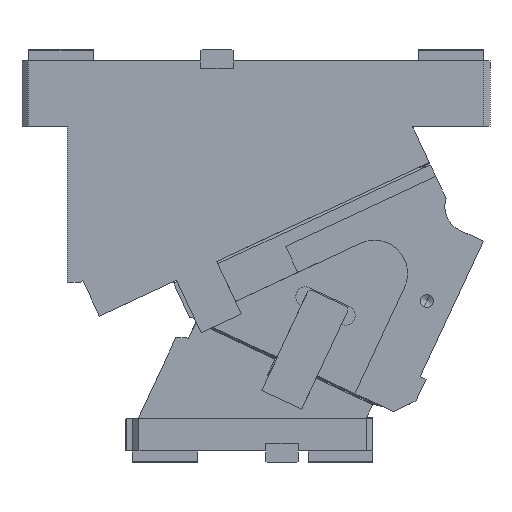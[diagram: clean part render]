
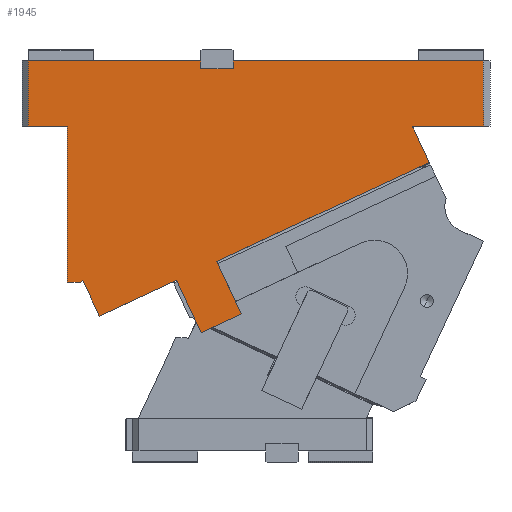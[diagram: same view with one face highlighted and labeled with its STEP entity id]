
A CAD part, front view. The second image highlights one B-rep face of the part: STEP entity #1945.
In plain terms, the highlighted planar face has unit normal (0, -1, 0).
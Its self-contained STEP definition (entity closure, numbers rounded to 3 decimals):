
#421=CARTESIAN_POINT('Vertex',(162.5,-100.,0.)) ;
#424=CARTESIAN_POINT('Line Origine',(258.75,-100.,0.)) ;
#428=CARTESIAN_POINT('Vertex',(355.,-100.,0.)) ;
#627=CARTESIAN_POINT('Vertex',(355.,-100.,-50.)) ;
#630=CARTESIAN_POINT('Line Origine',(327.5,-100.,-50.)) ;
#634=CARTESIAN_POINT('Vertex',(300.,-100.,-50.)) ;
#714=CARTESIAN_POINT('Vertex',(300.,-100.,-51.06)) ;
#731=CARTESIAN_POINT('Line Origine',(300.,-100.,-50.53)) ;
#842=CARTESIAN_POINT('Vertex',(313.343,-100.,-77.939)) ;
#845=CARTESIAN_POINT('Line Origine',(231.549,-100.,-116.08)) ;
#849=CARTESIAN_POINT('Vertex',(149.755,-100.,-154.221)) ;
#870=CARTESIAN_POINT('Vertex',(118.94,-100.,-168.59)) ;
#873=CARTESIAN_POINT('Line Origine',(111.237,-100.,-172.183)) ;
#877=CARTESIAN_POINT('Vertex',(103.533,-100.,-175.775)) ;
#880=CARTESIAN_POINT('Line Origine',(81.555,-100.,-186.023)) ;
#884=CARTESIAN_POINT('Vertex',(59.577,-100.,-196.272)) ;
#1142=CARTESIAN_POINT('Line Origine',(53.238,-100.,-182.677)) ;
#1146=CARTESIAN_POINT('Vertex',(46.899,-100.,-169.083)) ;
#1355=CARTESIAN_POINT('Vertex',(35.,-100.,-170.)) ;
#1358=CARTESIAN_POINT('Line Origine',(35.,-100.,-110.)) ;
#1362=CARTESIAN_POINT('Vertex',(35.,-100.,-50.)) ;
#1392=CARTESIAN_POINT('Line Origine',(20.,-100.,-50.)) ;
#1396=CARTESIAN_POINT('Vertex',(5.,-100.,-50.)) ;
#1555=CARTESIAN_POINT('Vertex',(5.,-100.,0.)) ;
#1558=CARTESIAN_POINT('Line Origine',(71.25,-100.,0.)) ;
#1562=CARTESIAN_POINT('Vertex',(137.5,-100.,0.)) ;
#1837=CARTESIAN_POINT('Line Origine',(355.,-100.,-25.)) ;
#1849=CARTESIAN_POINT('Axis2P3D Location',(0.,-100.,0.)) ;
#1854=CARTESIAN_POINT('Line Origine',(137.5,-100.,-3.)) ;
#1858=CARTESIAN_POINT('Vertex',(137.5,-100.,-6.)) ;
#1861=CARTESIAN_POINT('Line Origine',(5.,-100.,-25.)) ;
#1866=CARTESIAN_POINT('Line Origine',(39.966,-100.,-170.)) ;
#1870=CARTESIAN_POINT('Vertex',(44.931,-100.,-170.)) ;
#1873=CARTESIAN_POINT('Line Origine',(45.915,-100.,-169.541)) ;
#1878=CARTESIAN_POINT('Line Origine',(128.344,-100.,-188.756)) ;
#1882=CARTESIAN_POINT('Vertex',(137.747,-100.,-208.921)) ;
#1885=CARTESIAN_POINT('Line Origine',(153.154,-100.,-201.737)) ;
#1889=CARTESIAN_POINT('Vertex',(168.561,-100.,-194.552)) ;
#1892=CARTESIAN_POINT('Line Origine',(159.158,-100.,-174.387)) ;
#1897=CARTESIAN_POINT('Line Origine',(307.004,-100.,-64.344)) ;
#1901=CARTESIAN_POINT('Vertex',(300.665,-100.,-50.75)) ;
#1904=CARTESIAN_POINT('Line Origine',(300.332,-100.,-50.905)) ;
#1909=CARTESIAN_POINT('Line Origine',(162.5,-100.,-3.)) ;
#1913=CARTESIAN_POINT('Vertex',(162.5,-100.,-6.)) ;
#1916=CARTESIAN_POINT('Line Origine',(150.,-100.,-6.)) ;
#425=DIRECTION('Vector Direction',(1.,0.,0.)) ;
#631=DIRECTION('Vector Direction',(-1.,0.,0.)) ;
#732=DIRECTION('Vector Direction',(0.,0.,1.)) ;
#846=DIRECTION('Vector Direction',(-0.906,0.,-0.423)) ;
#874=DIRECTION('Vector Direction',(-0.906,0.,-0.423)) ;
#881=DIRECTION('Vector Direction',(0.906,0.,0.423)) ;
#1143=DIRECTION('Vector Direction',(-0.423,0.,0.906)) ;
#1359=DIRECTION('Vector Direction',(0.,0.,-1.)) ;
#1393=DIRECTION('Vector Direction',(1.,0.,0.)) ;
#1559=DIRECTION('Vector Direction',(1.,0.,0.)) ;
#1838=DIRECTION('Vector Direction',(0.,0.,1.)) ;
#1850=DIRECTION('Axis2P3D Direction',(0.,1.,0.)) ;
#1851=DIRECTION('Axis2P3D XDirection',(0.,0.,1.)) ;
#1855=DIRECTION('Vector Direction',(0.,0.,1.)) ;
#1862=DIRECTION('Vector Direction',(0.,0.,-1.)) ;
#1867=DIRECTION('Vector Direction',(-1.,0.,0.)) ;
#1874=DIRECTION('Vector Direction',(-0.906,0.,-0.423)) ;
#1879=DIRECTION('Vector Direction',(-0.423,0.,0.906)) ;
#1886=DIRECTION('Vector Direction',(0.906,0.,0.423)) ;
#1893=DIRECTION('Vector Direction',(-0.423,0.,0.906)) ;
#1898=DIRECTION('Vector Direction',(0.423,0.,-0.906)) ;
#1905=DIRECTION('Vector Direction',(0.906,0.,0.423)) ;
#1910=DIRECTION('Vector Direction',(0.,0.,-1.)) ;
#1917=DIRECTION('Vector Direction',(-1.,0.,0.)) ;
#1852=AXIS2_PLACEMENT_3D('Plane Axis2P3D',#1849,#1850,#1851) ;
#1922=ORIENTED_EDGE('',*,*,#1860,.F.) ;
#1923=ORIENTED_EDGE('',*,*,#1564,.F.) ;
#1924=ORIENTED_EDGE('',*,*,#1865,.T.) ;
#1925=ORIENTED_EDGE('',*,*,#1398,.T.) ;
#1926=ORIENTED_EDGE('',*,*,#1364,.T.) ;
#1927=ORIENTED_EDGE('',*,*,#1872,.F.) ;
#1928=ORIENTED_EDGE('',*,*,#1877,.F.) ;
#1929=ORIENTED_EDGE('',*,*,#1148,.F.) ;
#1930=ORIENTED_EDGE('',*,*,#886,.T.) ;
#1931=ORIENTED_EDGE('',*,*,#879,.T.) ;
#1932=ORIENTED_EDGE('',*,*,#1884,.F.) ;
#1933=ORIENTED_EDGE('',*,*,#1891,.T.) ;
#1934=ORIENTED_EDGE('',*,*,#1896,.T.) ;
#1935=ORIENTED_EDGE('',*,*,#851,.T.) ;
#1936=ORIENTED_EDGE('',*,*,#1903,.T.) ;
#1937=ORIENTED_EDGE('',*,*,#1908,.T.) ;
#1938=ORIENTED_EDGE('',*,*,#735,.T.) ;
#1939=ORIENTED_EDGE('',*,*,#636,.F.) ;
#1940=ORIENTED_EDGE('',*,*,#1841,.T.) ;
#1941=ORIENTED_EDGE('',*,*,#430,.F.) ;
#1942=ORIENTED_EDGE('',*,*,#1915,.F.) ;
#1943=ORIENTED_EDGE('',*,*,#1920,.F.) ;
#426=VECTOR('Line Direction',#425,1.) ;
#632=VECTOR('Line Direction',#631,1.) ;
#733=VECTOR('Line Direction',#732,1.) ;
#847=VECTOR('Line Direction',#846,1.) ;
#875=VECTOR('Line Direction',#874,1.) ;
#882=VECTOR('Line Direction',#881,1.) ;
#1144=VECTOR('Line Direction',#1143,1.) ;
#1360=VECTOR('Line Direction',#1359,1.) ;
#1394=VECTOR('Line Direction',#1393,1.) ;
#1560=VECTOR('Line Direction',#1559,1.) ;
#1839=VECTOR('Line Direction',#1838,1.) ;
#1856=VECTOR('Line Direction',#1855,1.) ;
#1863=VECTOR('Line Direction',#1862,1.) ;
#1868=VECTOR('Line Direction',#1867,1.) ;
#1875=VECTOR('Line Direction',#1874,1.) ;
#1880=VECTOR('Line Direction',#1879,1.) ;
#1887=VECTOR('Line Direction',#1886,1.) ;
#1894=VECTOR('Line Direction',#1893,1.) ;
#1899=VECTOR('Line Direction',#1898,1.) ;
#1906=VECTOR('Line Direction',#1905,1.) ;
#1911=VECTOR('Line Direction',#1910,1.) ;
#1918=VECTOR('Line Direction',#1917,1.) ;
#1945=ADVANCED_FACE('CAM HOLDER',(#1944),#1853,.F.) ;
#430=EDGE_CURVE('',#422,#429,#427,.T.) ;
#636=EDGE_CURVE('',#628,#635,#633,.T.) ;
#735=EDGE_CURVE('',#715,#635,#734,.T.) ;
#851=EDGE_CURVE('',#850,#843,#848,.F.) ;
#879=EDGE_CURVE('',#878,#871,#876,.F.) ;
#886=EDGE_CURVE('',#885,#878,#883,.T.) ;
#1148=EDGE_CURVE('',#885,#1147,#1145,.T.) ;
#1364=EDGE_CURVE('',#1363,#1356,#1361,.T.) ;
#1398=EDGE_CURVE('',#1397,#1363,#1395,.T.) ;
#1564=EDGE_CURVE('',#1556,#1563,#1561,.T.) ;
#1841=EDGE_CURVE('',#628,#429,#1840,.T.) ;
#1860=EDGE_CURVE('',#1563,#1859,#1857,.F.) ;
#1865=EDGE_CURVE('',#1556,#1397,#1864,.T.) ;
#1872=EDGE_CURVE('',#1871,#1356,#1869,.T.) ;
#1877=EDGE_CURVE('',#1147,#1871,#1876,.T.) ;
#1884=EDGE_CURVE('',#1883,#871,#1881,.T.) ;
#1891=EDGE_CURVE('',#1883,#1890,#1888,.T.) ;
#1896=EDGE_CURVE('',#1890,#850,#1895,.T.) ;
#1903=EDGE_CURVE('',#843,#1902,#1900,.F.) ;
#1908=EDGE_CURVE('',#1902,#715,#1907,.F.) ;
#1915=EDGE_CURVE('',#1914,#422,#1912,.F.) ;
#1920=EDGE_CURVE('',#1859,#1914,#1919,.F.) ;
#1921=EDGE_LOOP('',(#1922,#1923,#1924,#1925,#1926,#1927,#1928,#1929,#1930,#1931,#1932,#1933,#1934,#1935,#1936,#1937,#1938,#1939,#1940,#1941,#1942,#1943)) ;
#1944=FACE_OUTER_BOUND('',#1921,.T.) ;
#427=LINE('Line',#424,#426) ;
#633=LINE('Line',#630,#632) ;
#734=LINE('Line',#731,#733) ;
#848=LINE('Line',#845,#847) ;
#876=LINE('Line',#873,#875) ;
#883=LINE('Line',#880,#882) ;
#1145=LINE('Line',#1142,#1144) ;
#1361=LINE('Line',#1358,#1360) ;
#1395=LINE('Line',#1392,#1394) ;
#1561=LINE('Line',#1558,#1560) ;
#1840=LINE('Line',#1837,#1839) ;
#1857=LINE('Line',#1854,#1856) ;
#1864=LINE('Line',#1861,#1863) ;
#1869=LINE('Line',#1866,#1868) ;
#1876=LINE('Line',#1873,#1875) ;
#1881=LINE('Line',#1878,#1880) ;
#1888=LINE('Line',#1885,#1887) ;
#1895=LINE('Line',#1892,#1894) ;
#1900=LINE('Line',#1897,#1899) ;
#1907=LINE('Line',#1904,#1906) ;
#1912=LINE('Line',#1909,#1911) ;
#1919=LINE('Line',#1916,#1918) ;
#1853=PLANE('Plane',#1852) ;
#422=VERTEX_POINT('',#421) ;
#429=VERTEX_POINT('',#428) ;
#628=VERTEX_POINT('',#627) ;
#635=VERTEX_POINT('',#634) ;
#715=VERTEX_POINT('',#714) ;
#843=VERTEX_POINT('',#842) ;
#850=VERTEX_POINT('',#849) ;
#871=VERTEX_POINT('',#870) ;
#878=VERTEX_POINT('',#877) ;
#885=VERTEX_POINT('',#884) ;
#1147=VERTEX_POINT('',#1146) ;
#1356=VERTEX_POINT('',#1355) ;
#1363=VERTEX_POINT('',#1362) ;
#1397=VERTEX_POINT('',#1396) ;
#1556=VERTEX_POINT('',#1555) ;
#1563=VERTEX_POINT('',#1562) ;
#1859=VERTEX_POINT('',#1858) ;
#1871=VERTEX_POINT('',#1870) ;
#1883=VERTEX_POINT('',#1882) ;
#1890=VERTEX_POINT('',#1889) ;
#1902=VERTEX_POINT('',#1901) ;
#1914=VERTEX_POINT('',#1913) ;
